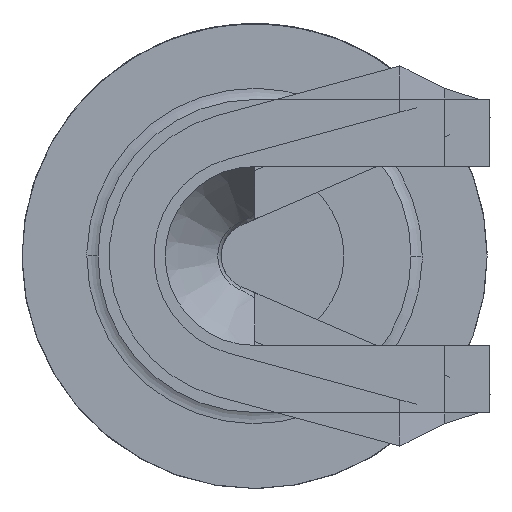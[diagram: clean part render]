
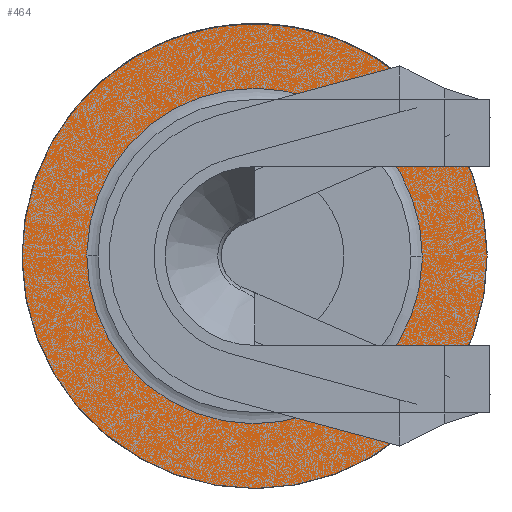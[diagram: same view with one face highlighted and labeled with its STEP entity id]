
A CAD part, front view. The second image highlights one B-rep face of the part: STEP entity #464.
In plain terms, the highlighted planar face has unit normal (0, -1, 0).
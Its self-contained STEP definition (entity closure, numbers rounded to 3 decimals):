
#312=FACE_BOUND('',#863,.T.);
#313=FACE_BOUND('',#864,.T.);
#329=CIRCLE('',#2963,1.04);
#330=CIRCLE('',#2964,1.04);
#331=CIRCLE('',#2965,0.75);
#332=CIRCLE('',#2966,0.75);
#333=CIRCLE('',#2967,0.75);
#334=CIRCLE('',#2968,0.75);
#464=ADVANCED_FACE('',(#312,#313),#616,.F.);
#616=PLANE('',#2969);
#863=EDGE_LOOP('',(#1128,#1129));
#864=EDGE_LOOP('',(#1130,#1131,#1132,#1133));
#1128=ORIENTED_EDGE('',*,*,#2192,.F.);
#1129=ORIENTED_EDGE('',*,*,#2193,.F.);
#1130=ORIENTED_EDGE('',*,*,#2194,.F.);
#1131=ORIENTED_EDGE('',*,*,#2195,.F.);
#1132=ORIENTED_EDGE('',*,*,#2196,.F.);
#1133=ORIENTED_EDGE('',*,*,#2197,.F.);
#1886=VERTEX_POINT('',#4116);
#1887=VERTEX_POINT('',#4117);
#1888=VERTEX_POINT('',#4120);
#1889=VERTEX_POINT('',#4121);
#1890=VERTEX_POINT('',#4123);
#1891=VERTEX_POINT('',#4125);
#2192=EDGE_CURVE('',#1886,#1887,#329,.T.);
#2193=EDGE_CURVE('',#1887,#1886,#330,.T.);
#2194=EDGE_CURVE('',#1888,#1889,#331,.T.);
#2195=EDGE_CURVE('',#1890,#1888,#332,.T.);
#2196=EDGE_CURVE('',#1891,#1890,#333,.T.);
#2197=EDGE_CURVE('',#1889,#1891,#334,.T.);
#2963=AXIS2_PLACEMENT_3D('',#4115,#3348,#3349);
#2964=AXIS2_PLACEMENT_3D('',#4118,#3350,#3351);
#2965=AXIS2_PLACEMENT_3D('',#4119,#3352,#3353);
#2966=AXIS2_PLACEMENT_3D('',#4122,#3354,#3355);
#2967=AXIS2_PLACEMENT_3D('',#4124,#3356,#3357);
#2968=AXIS2_PLACEMENT_3D('',#4126,#3358,#3359);
#2969=AXIS2_PLACEMENT_3D('',#4127,#3360,#3361);
#3348=DIRECTION('',(0.,1.,0.));
#3349=DIRECTION('',(-1.,0.,0.));
#3350=DIRECTION('',(0.,1.,0.));
#3351=DIRECTION('',(1.,0.,0.));
#3352=DIRECTION('',(0.,-1.,0.));
#3353=DIRECTION('',(-1.,0.,0.031));
#3354=DIRECTION('',(0.,-1.,0.));
#3355=DIRECTION('',(1.,0.,0.));
#3356=DIRECTION('',(0.,-1.,0.));
#3357=DIRECTION('',(1.,0.,-0.031));
#3358=DIRECTION('',(0.,-1.,0.));
#3359=DIRECTION('',(-1.,0.,0.));
#3360=DIRECTION('',(0.,1.,0.));
#3361=DIRECTION('',(-1.,0.,0.));
#4115=CARTESIAN_POINT('',(0.,-0.12,0.));
#4116=CARTESIAN_POINT('',(-1.04,-0.12,0.));
#4117=CARTESIAN_POINT('',(1.04,-0.12,0.));
#4118=CARTESIAN_POINT('',(0.,-0.12,0.));
#4119=CARTESIAN_POINT('',(0.,-0.12,0.));
#4120=CARTESIAN_POINT('',(-0.75,-0.12,0.023));
#4121=CARTESIAN_POINT('',(-0.75,-0.12,0.));
#4122=CARTESIAN_POINT('',(0.,-0.12,0.));
#4123=CARTESIAN_POINT('',(0.75,-0.12,0.));
#4124=CARTESIAN_POINT('',(0.,-0.12,0.));
#4125=CARTESIAN_POINT('',(0.75,-0.12,-0.023));
#4126=CARTESIAN_POINT('',(0.,-0.12,0.));
#4127=CARTESIAN_POINT('',(0.,-0.12,0.));
